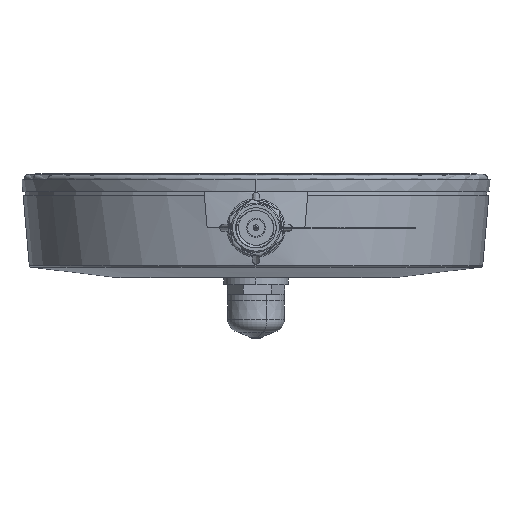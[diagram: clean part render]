
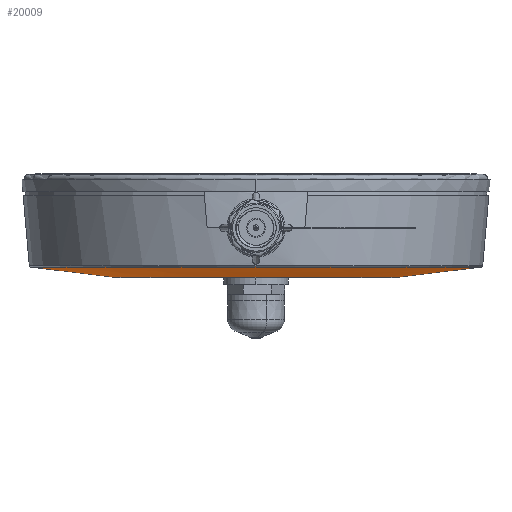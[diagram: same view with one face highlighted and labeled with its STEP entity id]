
A CAD part, front view. The second image highlights one B-rep face of the part: STEP entity #20009.
In plain terms, the highlighted conical face has half-angle 83.053 degrees and reference radius 22 mm.
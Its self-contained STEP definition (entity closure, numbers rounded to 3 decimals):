
#1438 = CARTESIAN_POINT ( 'NONE',  ( -101.528, 138.7, -16.5 ) ) ;
#3159 = CARTESIAN_POINT ( 'NONE',  ( -159.279, 138.7, -14.825 ) ) ;
#4705 = CONICAL_SURFACE ( 'NONE', #8254, 22., 1.45 ) ;
#4799 = VERTEX_POINT ( 'NONE', #3159 ) ;
#5496 = AXIS2_PLACEMENT_3D ( 'NONE', #11458, #11322, #26268 ) ;
#5793 = EDGE_LOOP ( 'NONE', ( #26103, #11816, #16280, #10132 ) ) ;
#6411 = CARTESIAN_POINT ( 'NONE',  ( -123.528, 138.7, -16.5 ) ) ;
#7370 = CARTESIAN_POINT ( 'NONE',  ( -87.776, 138.7, -14.825 ) ) ;
#8254 = AXIS2_PLACEMENT_3D ( 'NONE', #6411, #25293, #17343 ) ;
#8455 = DIRECTION ( 'NONE',  ( -1., 0., 0. ) ) ;
#10077 = VECTOR ( 'NONE', #24007, 1000. ) ;
#10123 = VERTEX_POINT ( 'NONE', #10145 ) ;
#10132 = ORIENTED_EDGE ( 'NONE', *, *, #12994, .T. ) ;
#10145 = CARTESIAN_POINT ( 'NONE',  ( -146.13, 138.7, -16.427 ) ) ;
#10322 = DIRECTION ( 'NONE',  ( 0.993, 0., 0.121 ) ) ;
#10442 = CARTESIAN_POINT ( 'NONE',  ( -123.528, 138.7, -14.825 ) ) ;
#10637 = FACE_OUTER_BOUND ( 'NONE', #5793, .T. ) ;
#11322 = DIRECTION ( 'NONE',  ( 0., 0., 1. ) ) ;
#11458 = CARTESIAN_POINT ( 'NONE',  ( -123.528, 138.7, -16.427 ) ) ;
#11816 = ORIENTED_EDGE ( 'NONE', *, *, #23002, .T. ) ;
#12747 = CARTESIAN_POINT ( 'NONE',  ( -145.528, 138.7, -16.5 ) ) ;
#12917 = CARTESIAN_POINT ( 'NONE',  ( -100.925, 138.7, -16.427 ) ) ;
#12994 = EDGE_CURVE ( 'NONE', #17080, #4799, #27329, .T. ) ;
#13575 = VECTOR ( 'NONE', #10322, 1000. ) ;
#14965 = LINE ( 'NONE', #12747, #10077 ) ;
#16280 = ORIENTED_EDGE ( 'NONE', *, *, #23488, .T. ) ;
#16615 = AXIS2_PLACEMENT_3D ( 'NONE', #10442, #27494, #8455 ) ;
#17080 = VERTEX_POINT ( 'NONE', #7370 ) ;
#17343 = DIRECTION ( 'NONE',  ( 1., 0., 0. ) ) ;
#18070 = VERTEX_POINT ( 'NONE', #12917 ) ;
#20009 = ADVANCED_FACE ( 'NONE', ( #10637 ), #4705, .T. ) ;
#20076 = EDGE_CURVE ( 'NONE', #10123, #4799, #14965, .T. ) ;
#20230 = CIRCLE ( 'NONE', #5496, 22.603 ) ;
#23002 = EDGE_CURVE ( 'NONE', #10123, #18070, #20230, .T. ) ;
#23488 = EDGE_CURVE ( 'NONE', #18070, #17080, #25545, .T. ) ;
#24007 = DIRECTION ( 'NONE',  ( -0.993, 0., 0.121 ) ) ;
#25293 = DIRECTION ( 'NONE',  ( 0., 0., 1. ) ) ;
#25545 = LINE ( 'NONE', #1438, #13575 ) ;
#26103 = ORIENTED_EDGE ( 'NONE', *, *, #20076, .F. ) ;
#26268 = DIRECTION ( 'NONE',  ( -1., 0., 0. ) ) ;
#27329 = CIRCLE ( 'NONE', #16615, 35.751 ) ;
#27494 = DIRECTION ( 'NONE',  ( 0., 0., -1. ) ) ;
